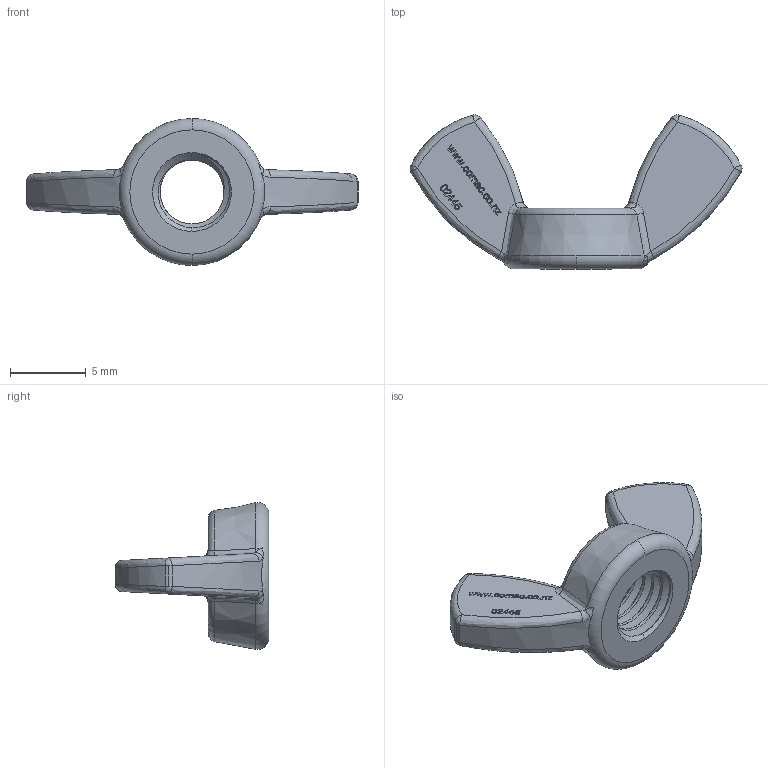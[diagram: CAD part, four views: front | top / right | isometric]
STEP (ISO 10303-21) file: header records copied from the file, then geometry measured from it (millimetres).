
FILE_DESCRIPTION (( 'STEP AP214' ), '1' );
FILE_NAME ('02445-Wing Nut Stainless Steel Int Thread M5.STEP', '2018-08-01T22:13:20', ( '' ), ( '' ), 'SwSTEP 2.0', 'SolidWorks 2018', '' );
FILE_SCHEMA (( 'AUTOMOTIVE_DESIGN' ));
Length unit declared in the file: millimetre
Products named in the file (1): 02445-Wing Nut Stainless Steel Int Thread M5
Bounding box: 21.88 x 10.14 x 9.69 mm (x, y, z)
Volume: 398.6 mm3; surface area: 527.2 mm2
Topology: 1 solids, 1 shells, 373 faces, 982 edges, 629 vertices
Faces by surface type: plane 174, bspline 154, cylinder 25, sphere 8, cone 7, torus 5
Entity records: 18943 total; most frequent: CARTESIAN_POINT 10918, ORIENTED_EDGE 1944, DIRECTION 1160, EDGE_CURVE 972, VERTEX_POINT 627, LINE 562, VECTOR 562, EDGE_LOOP 401
